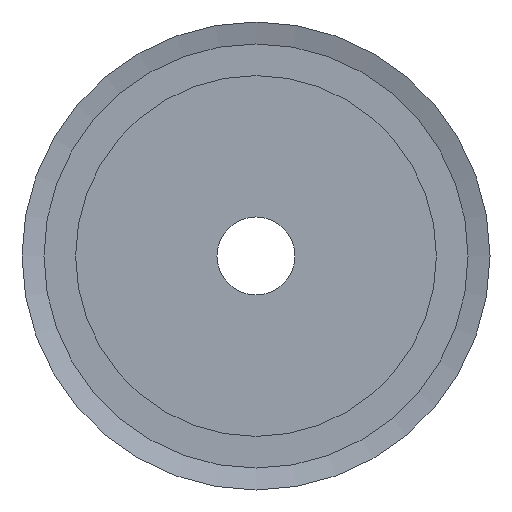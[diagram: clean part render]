
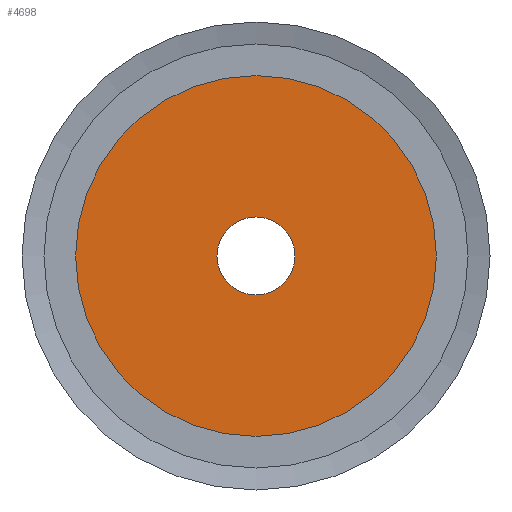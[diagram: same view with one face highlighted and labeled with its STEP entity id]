
A CAD part, left-side view. The second image highlights one B-rep face of the part: STEP entity #4698.
In plain terms, the highlighted planar face has unit normal (-1, 0, 0).
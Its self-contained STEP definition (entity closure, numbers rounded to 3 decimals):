
#1517=VERTEX_POINT('',#8072);
#1518=VERTEX_POINT('',#8074);
#1867=CIRCLE('',#5303,18.5);
#1868=CIRCLE('',#5304,4.);
#2379=EDGE_CURVE('',#1517,#1517,#1867,.T.);
#2380=EDGE_CURVE('',#1518,#1518,#1868,.T.);
#3154=ORIENTED_EDGE('',*,*,#2379,.F.);
#3155=ORIENTED_EDGE('',*,*,#2380,.T.);
#4168=EDGE_LOOP('',(#3154));
#4169=EDGE_LOOP('',(#3155));
#4435=FACE_BOUND('',#4168,.T.);
#4436=FACE_BOUND('',#4169,.T.);
#4698=ADVANCED_FACE('',(#4435,#4436),#8593,.F.);
#5302=AXIS2_PLACEMENT_3D('',#8070,#6382,$);
#5303=AXIS2_PLACEMENT_3D('',#8071,#6383,#6384);
#5304=AXIS2_PLACEMENT_3D('',#8073,#6385,#6386);
#6382=DIRECTION('',(1.,0.,0.));
#6383=DIRECTION('',(1.,0.,0.));
#6384=DIRECTION('',(0.,0.,-18.5));
#6385=DIRECTION('',(1.,0.,0.));
#6386=DIRECTION('',(0.,0.,-4.));
#8070=CARTESIAN_POINT('',(0.,0.,0.));
#8071=CARTESIAN_POINT('',(0.,0.,0.));
#8072=CARTESIAN_POINT('',(0.,0.,-18.5));
#8073=CARTESIAN_POINT('',(0.,0.,0.));
#8074=CARTESIAN_POINT('',(0.,0.,-4.));
#8593=PLANE('',#5302);
